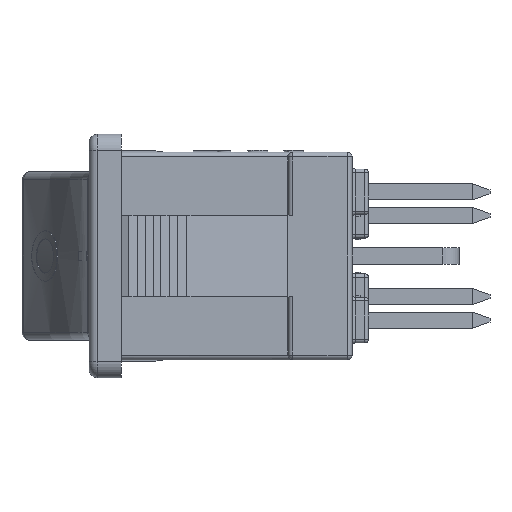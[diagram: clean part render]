
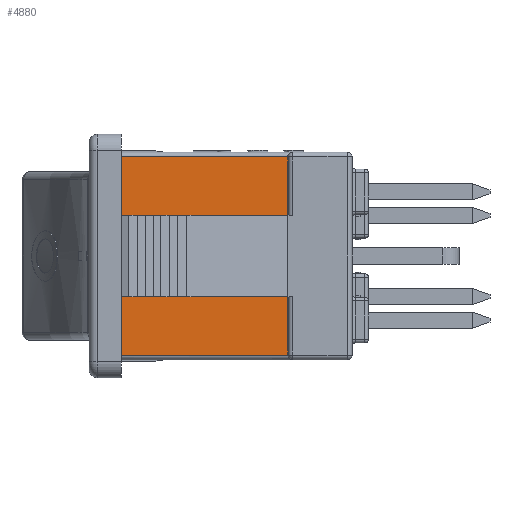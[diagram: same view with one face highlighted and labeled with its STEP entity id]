
A CAD part, left-side view. The second image highlights one B-rep face of the part: STEP entity #4880.
In plain terms, the highlighted planar face has unit normal (-1, 0, 0).
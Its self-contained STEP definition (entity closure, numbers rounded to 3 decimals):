
#590 = VERTEX_POINT ( 'NONE', #8566 ) ;
#1294 = EDGE_CURVE ( 'NONE', #3951, #33069, #24767, .T. ) ;
#2836 = ORIENTED_EDGE ( 'NONE', *, *, #28911, .F. ) ;
#3951 = VERTEX_POINT ( 'NONE', #12495 ) ;
#4754 = ORIENTED_EDGE ( 'NONE', *, *, #5058, .T. ) ;
#4880 = ADVANCED_FACE ( 'NONE', ( #33055 ), #19713, .F. ) ;
#5058 = EDGE_CURVE ( 'NONE', #3951, #7452, #33503, .T. ) ;
#5479 = VERTEX_POINT ( 'NONE', #30046 ) ;
#5785 = VECTOR ( 'NONE', #20671, 1000. ) ;
#6944 = EDGE_CURVE ( 'NONE', #29595, #35085, #18604, .T. ) ;
#7017 = VERTEX_POINT ( 'NONE', #23664 ) ;
#7452 = VERTEX_POINT ( 'NONE', #14698 ) ;
#8438 = EDGE_CURVE ( 'NONE', #30160, #12492, #18956, .T. ) ;
#8566 = CARTESIAN_POINT ( 'NONE',  ( -8.75, -9.169, 2.5 ) ) ;
#8800 = CARTESIAN_POINT ( 'NONE',  ( -8.75, -9.169, 2.5 ) ) ;
#9033 = VECTOR ( 'NONE', #35540, 1000. ) ;
#9296 = DIRECTION ( 'NONE',  ( 0., 0., 1. ) ) ;
#9355 = VECTOR ( 'NONE', #9444, 1000. ) ;
#9444 = DIRECTION ( 'NONE',  ( 0., 1., 0. ) ) ;
#9534 = ORIENTED_EDGE ( 'NONE', *, *, #16126, .T. ) ;
#10257 = LINE ( 'NONE', #27010, #9355 ) ;
#10914 = DIRECTION ( 'NONE',  ( 1., 0., 0. ) ) ;
#10974 = ORIENTED_EDGE ( 'NONE', *, *, #14920, .T. ) ;
#11114 = VECTOR ( 'NONE', #35730, 1000. ) ;
#11304 = CARTESIAN_POINT ( 'NONE',  ( -8.75, 0., -6.5 ) ) ;
#11452 = VECTOR ( 'NONE', #24851, 1000. ) ;
#11511 = CARTESIAN_POINT ( 'NONE',  ( -8.75, 0., -6.5 ) ) ;
#11899 = EDGE_CURVE ( 'NONE', #29595, #590, #30271, .T. ) ;
#12052 = EDGE_CURVE ( 'NONE', #5479, #7017, #25663, .T. ) ;
#12078 = CARTESIAN_POINT ( 'NONE',  ( -8.75, 0., 2.5 ) ) ;
#12492 = VERTEX_POINT ( 'NONE', #27223 ) ;
#12495 = CARTESIAN_POINT ( 'NONE',  ( -8.75, 0., -6.1 ) ) ;
#13553 = AXIS2_PLACEMENT_3D ( 'NONE', #11304, #10914, #14260 ) ;
#14260 = DIRECTION ( 'NONE',  ( 0., 1., 0. ) ) ;
#14698 = CARTESIAN_POINT ( 'NONE',  ( -8.75, -10.25, -6.1 ) ) ;
#14920 = EDGE_CURVE ( 'NONE', #35085, #12492, #10257, .T. ) ;
#15644 = DIRECTION ( 'NONE',  ( 0., 0., -1. ) ) ;
#15680 = CARTESIAN_POINT ( 'NONE',  ( -8.75, 0., -6.1 ) ) ;
#16126 = EDGE_CURVE ( 'NONE', #30160, #33069, #19909, .T. ) ;
#18604 = LINE ( 'NONE', #32187, #19520 ) ;
#18607 = CARTESIAN_POINT ( 'NONE',  ( -8.75, -9.169, -2.5 ) ) ;
#18956 = LINE ( 'NONE', #26978, #26832 ) ;
#19350 = CARTESIAN_POINT ( 'NONE',  ( -8.75, -10.25, 6.1 ) ) ;
#19520 = VECTOR ( 'NONE', #26249, 1000. ) ;
#19713 = PLANE ( 'NONE',  #13553 ) ;
#19909 = LINE ( 'NONE', #12078, #11114 ) ;
#20671 = DIRECTION ( 'NONE',  ( 0., 1., 0. ) ) ;
#21851 = CARTESIAN_POINT ( 'NONE',  ( -8.75, -10.25, -6.5 ) ) ;
#23156 = EDGE_CURVE ( 'NONE', #7452, #5479, #35032, .T. ) ;
#23664 = CARTESIAN_POINT ( 'NONE',  ( -8.75, -9.169, -2.5 ) ) ;
#24608 = ORIENTED_EDGE ( 'NONE', *, *, #1294, .F. ) ;
#24767 = LINE ( 'NONE', #11511, #9033 ) ;
#24851 = DIRECTION ( 'NONE',  ( 0., 0., 1. ) ) ;
#25074 = ORIENTED_EDGE ( 'NONE', *, *, #23156, .T. ) ;
#25437 = VECTOR ( 'NONE', #15644, 1000. ) ;
#25663 = LINE ( 'NONE', #18607, #31648 ) ;
#26249 = DIRECTION ( 'NONE',  ( 0., 0., 1. ) ) ;
#26418 = EDGE_LOOP ( 'NONE', ( #26539, #10974, #29581, #9534, #24608, #4754, #25074, #27134, #2836, #34064 ) ) ;
#26539 = ORIENTED_EDGE ( 'NONE', *, *, #6944, .T. ) ;
#26580 = VECTOR ( 'NONE', #36347, 1000. ) ;
#26832 = VECTOR ( 'NONE', #9296, 1000. ) ;
#26978 = CARTESIAN_POINT ( 'NONE',  ( -8.75, 0., -6.5 ) ) ;
#27010 = CARTESIAN_POINT ( 'NONE',  ( -8.75, 0., 6.1 ) ) ;
#27134 = ORIENTED_EDGE ( 'NONE', *, *, #12052, .T. ) ;
#27223 = CARTESIAN_POINT ( 'NONE',  ( -8.75, 0., 6.1 ) ) ;
#27382 = DIRECTION ( 'NONE',  ( 0., 1., 0. ) ) ;
#28317 = CARTESIAN_POINT ( 'NONE',  ( -8.75, 0., 2.5 ) ) ;
#28911 = EDGE_CURVE ( 'NONE', #590, #7017, #33287, .T. ) ;
#29581 = ORIENTED_EDGE ( 'NONE', *, *, #8438, .F. ) ;
#29595 = VERTEX_POINT ( 'NONE', #34573 ) ;
#30046 = CARTESIAN_POINT ( 'NONE',  ( -8.75, -10.25, -2.5 ) ) ;
#30160 = VERTEX_POINT ( 'NONE', #28317 ) ;
#30271 = LINE ( 'NONE', #8800, #5785 ) ;
#30823 = CARTESIAN_POINT ( 'NONE',  ( -8.75, 0., -2.5 ) ) ;
#31648 = VECTOR ( 'NONE', #27382, 1000. ) ;
#32187 = CARTESIAN_POINT ( 'NONE',  ( -8.75, -10.25, -6.5 ) ) ;
#33055 = FACE_OUTER_BOUND ( 'NONE', #26418, .T. ) ;
#33069 = VERTEX_POINT ( 'NONE', #30823 ) ;
#33287 = LINE ( 'NONE', #36312, #25437 ) ;
#33503 = LINE ( 'NONE', #15680, #26580 ) ;
#34064 = ORIENTED_EDGE ( 'NONE', *, *, #11899, .F. ) ;
#34573 = CARTESIAN_POINT ( 'NONE',  ( -8.75, -10.25, 2.5 ) ) ;
#35032 = LINE ( 'NONE', #21851, #11452 ) ;
#35085 = VERTEX_POINT ( 'NONE', #19350 ) ;
#35540 = DIRECTION ( 'NONE',  ( 0., 0., 1. ) ) ;
#35730 = DIRECTION ( 'NONE',  ( 0., 0., -1. ) ) ;
#36312 = CARTESIAN_POINT ( 'NONE',  ( -8.75, -9.169, 2.5 ) ) ;
#36347 = DIRECTION ( 'NONE',  ( 0., -1., 0. ) ) ;
